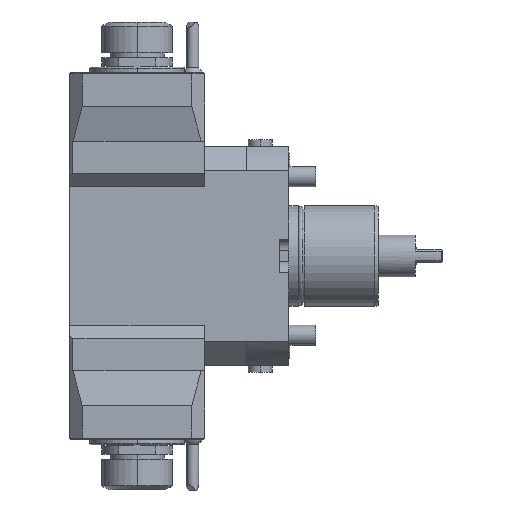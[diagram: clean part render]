
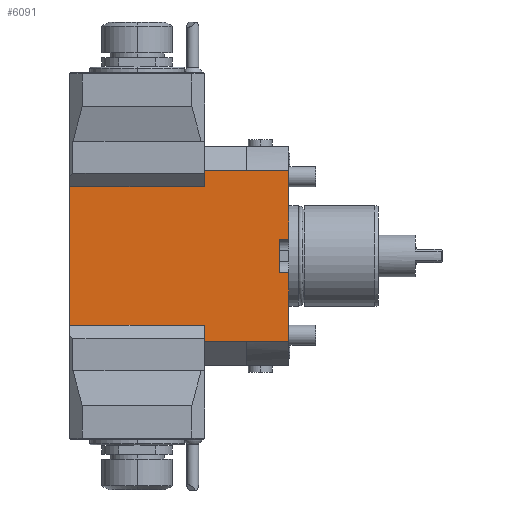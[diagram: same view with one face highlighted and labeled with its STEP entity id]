
A CAD part, front view. The second image highlights one B-rep face of the part: STEP entity #6091.
In plain terms, the highlighted planar face has unit normal (0, -1, 0).
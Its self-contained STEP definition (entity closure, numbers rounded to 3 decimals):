
#71=DIRECTION('',(-1.,0.,0.));
#72=VECTOR('',#71,25.);
#73=CARTESIAN_POINT('',(-25.,-54.,50.5));
#74=LINE('',#73,#72);
#79=DIRECTION('',(0.,0.,-1.));
#80=VECTOR('',#79,0.096);
#81=CARTESIAN_POINT('',(-25.,-54.,50.596));
#82=LINE('',#81,#80);
#83=DIRECTION('',(-1.,0.,0.));
#84=VECTOR('',#83,25.);
#85=CARTESIAN_POINT('',(-25.,-54.,-50.5));
#86=LINE('',#85,#84);
#87=DIRECTION('',(1.,0.,0.));
#88=VECTOR('',#87,80.);
#89=CARTESIAN_POINT('',(-130.,-54.,41.));
#90=LINE('',#89,#88);
#91=DIRECTION('',(-1.,0.,0.));
#92=VECTOR('',#91,25.);
#93=CARTESIAN_POINT('',(0.,-54.,50.596));
#94=LINE('',#93,#92);
#95=DIRECTION('',(-1.,0.,0.));
#96=VECTOR('',#95,5.7);
#97=CARTESIAN_POINT('',(0.,-54.,10.));
#98=LINE('',#97,#96);
#99=DIRECTION('',(0.,0.,1.));
#100=VECTOR('',#99,20.);
#101=CARTESIAN_POINT('',(-5.7,-54.,-10.));
#102=LINE('',#101,#100);
#103=DIRECTION('',(-1.,0.,0.));
#104=VECTOR('',#103,5.7);
#105=CARTESIAN_POINT('',(0.,-54.,-10.));
#106=LINE('',#105,#104);
#107=DIRECTION('',(-1.,0.,0.));
#108=VECTOR('',#107,25.);
#109=CARTESIAN_POINT('',(0.,-54.,-50.596));
#110=LINE('',#109,#108);
#115=DIRECTION('',(0.,0.,-1.));
#116=VECTOR('',#115,0.096);
#117=CARTESIAN_POINT('',(-25.,-54.,-50.5));
#118=LINE('',#117,#116);
#163=DIRECTION('',(0.,0.,-1.));
#164=VECTOR('',#163,40.596);
#165=CARTESIAN_POINT('',(0.,-54.,50.596));
#166=LINE('',#165,#164);
#277=DIRECTION('',(0.,0.,-1.));
#278=VECTOR('',#277,40.596);
#279=CARTESIAN_POINT('',(0.,-54.,-10.));
#280=LINE('',#279,#278);
#555=DIRECTION('',(0.,0.,1.));
#556=VECTOR('',#555,9.5);
#557=CARTESIAN_POINT('',(-50.,-54.,41.));
#558=LINE('',#557,#556);
#667=DIRECTION('',(0.,0.,-1.));
#668=VECTOR('',#667,82.);
#669=CARTESIAN_POINT('',(-130.,-54.,41.));
#670=LINE('',#669,#668);
#922=DIRECTION('',(0.,0.,1.));
#923=VECTOR('',#922,9.5);
#924=CARTESIAN_POINT('',(-50.,-54.,-50.5));
#925=LINE('',#924,#923);
#2693=DIRECTION('',(1.,0.,0.));
#2694=VECTOR('',#2693,80.);
#2695=CARTESIAN_POINT('',(-130.,-54.,-41.));
#2696=LINE('',#2695,#2694);
#4730=CARTESIAN_POINT('',(0.,-54.,-50.596));
#4731=CARTESIAN_POINT('',(-25.,-54.,-50.596));
#4732=VERTEX_POINT('',#4730);
#4733=VERTEX_POINT('',#4731);
#4734=CARTESIAN_POINT('',(0.,-54.,50.596));
#4735=CARTESIAN_POINT('',(-25.,-54.,50.596));
#4736=VERTEX_POINT('',#4734);
#4737=VERTEX_POINT('',#4735);
#4806=CARTESIAN_POINT('',(0.,-54.,-10.));
#4808=VERTEX_POINT('',#4806);
#4816=CARTESIAN_POINT('',(0.,-54.,10.));
#4817=VERTEX_POINT('',#4816);
#4846=CARTESIAN_POINT('',(-5.7,-54.,-10.));
#4847=CARTESIAN_POINT('',(-5.7,-54.,10.));
#4848=VERTEX_POINT('',#4846);
#4849=VERTEX_POINT('',#4847);
#4925=CARTESIAN_POINT('',(-130.,-54.,41.));
#4926=CARTESIAN_POINT('',(-130.,-54.,-41.));
#4927=VERTEX_POINT('',#4925);
#4928=VERTEX_POINT('',#4926);
#4939=CARTESIAN_POINT('',(-50.,-54.,-50.5));
#4940=VERTEX_POINT('',#4939);
#4941=CARTESIAN_POINT('',(-50.,-54.,50.5));
#4943=VERTEX_POINT('',#4941);
#4953=CARTESIAN_POINT('',(-50.,-54.,41.));
#4954=VERTEX_POINT('',#4953);
#4961=CARTESIAN_POINT('',(-50.,-54.,-41.));
#4963=VERTEX_POINT('',#4961);
#5016=CARTESIAN_POINT('',(-25.,-54.,-50.5));
#5018=VERTEX_POINT('',#5016);
#5019=CARTESIAN_POINT('',(-25.,-54.,50.5));
#5021=VERTEX_POINT('',#5019);
#6055=CARTESIAN_POINT('',(-25.,-54.,65.));
#6056=DIRECTION('',(0.,1.,0.));
#6057=DIRECTION('',(0.,0.,-1.));
#6058=AXIS2_PLACEMENT_3D('',#6055,#6056,#6057);
#6059=PLANE('',#6058);
#6061=ORIENTED_EDGE('',*,*,#6060,.F.);
#6063=ORIENTED_EDGE('',*,*,#6062,.T.);
#6065=ORIENTED_EDGE('',*,*,#6064,.T.);
#6067=ORIENTED_EDGE('',*,*,#6066,.F.);
#6069=ORIENTED_EDGE('',*,*,#6068,.F.);
#6071=ORIENTED_EDGE('',*,*,#6070,.T.);
#6073=ORIENTED_EDGE('',*,*,#6072,.T.);
#6074=ORIENTED_EDGE('',*,*,#6034,.F.);
#6075=ORIENTED_EDGE('',*,*,#6050,.F.);
#6076=ORIENTED_EDGE('',*,*,#6008,.F.);
#6078=ORIENTED_EDGE('',*,*,#6077,.T.);
#6080=ORIENTED_EDGE('',*,*,#6079,.T.);
#6082=ORIENTED_EDGE('',*,*,#6081,.F.);
#6084=ORIENTED_EDGE('',*,*,#6083,.F.);
#6086=ORIENTED_EDGE('',*,*,#6085,.T.);
#6088=ORIENTED_EDGE('',*,*,#6087,.T.);
#6089=EDGE_LOOP('',(#6061,#6063,#6065,#6067,#6069,#6071,#6073,#6074,#6075,#6076,
#6078,#6080,#6082,#6084,#6086,#6088));
#6090=FACE_OUTER_BOUND('',#6089,.F.);
#6091=ADVANCED_FACE('',(#6090),#6059,.F.);
#6008=EDGE_CURVE('',#4736,#4737,#94,.T.);
#6034=EDGE_CURVE('',#5021,#4943,#74,.T.);
#6050=EDGE_CURVE('',#4737,#5021,#82,.T.);
#6060=EDGE_CURVE('',#5018,#4733,#118,.T.);
#6062=EDGE_CURVE('',#5018,#4940,#86,.T.);
#6064=EDGE_CURVE('',#4940,#4963,#925,.T.);
#6066=EDGE_CURVE('',#4928,#4963,#2696,.T.);
#6068=EDGE_CURVE('',#4927,#4928,#670,.T.);
#6070=EDGE_CURVE('',#4927,#4954,#90,.T.);
#6072=EDGE_CURVE('',#4954,#4943,#558,.T.);
#6077=EDGE_CURVE('',#4736,#4817,#166,.T.);
#6079=EDGE_CURVE('',#4817,#4849,#98,.T.);
#6081=EDGE_CURVE('',#4848,#4849,#102,.T.);
#6083=EDGE_CURVE('',#4808,#4848,#106,.T.);
#6085=EDGE_CURVE('',#4808,#4732,#280,.T.);
#6087=EDGE_CURVE('',#4732,#4733,#110,.T.);
